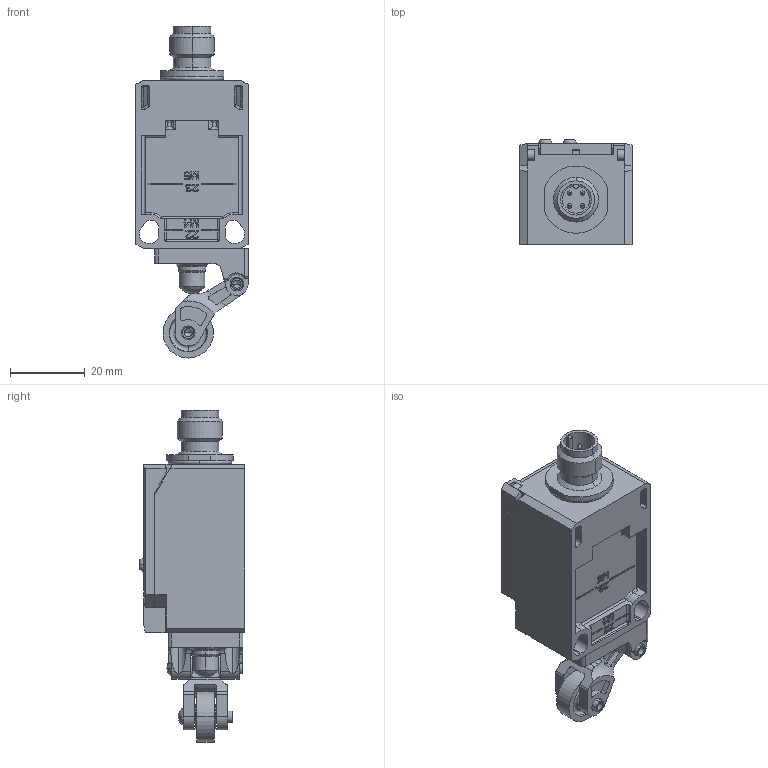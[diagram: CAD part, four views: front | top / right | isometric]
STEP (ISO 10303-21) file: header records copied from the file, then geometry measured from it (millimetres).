
FILE_DESCRIPTION((''),'2;1');
FILE_NAME('6073403020_SW0001','2010-07-08T',('T.Romberg'),(''),'PRO/ENGINEER BY PARAMETRIC TECHNOLOGY CORPORATION, 2005070','PRO/ENGINEER BY PARAMETRIC TECHNOLOGY CORPORATION, 2005070','');
FILE_SCHEMA(('AUTOMOTIVE_DESIGN_CC2 { 1 2 10303 214 -1 1 5 2 }'));
Length unit declared in the file: millimetre
Products named in the file (1): 6073403020_SW0001
Bounding box: 30 x 28.2 x 88.75 mm (x, y, z)
Surface area: 22080.3 mm2 (no closed solid volume)
Topology: 0 solids, 29 shells, 1372 faces, 3813 edges, 2442 vertices
Faces by surface type: plane 891, cylinder 295, sphere 78, cone 52, torus 42, bspline 12, revolution 2
Entity records: 66647 total; most frequent: CARTESIAN_POINT 8895, DIRECTION 7299, ORIENTED_EDGE 7222, PRESENTATION_STYLE_ASSIGNMENT 5144, STYLED_ITEM 3798, CURVE_STYLE 3777, EDGE_CURVE 3775, VECTOR 2661
